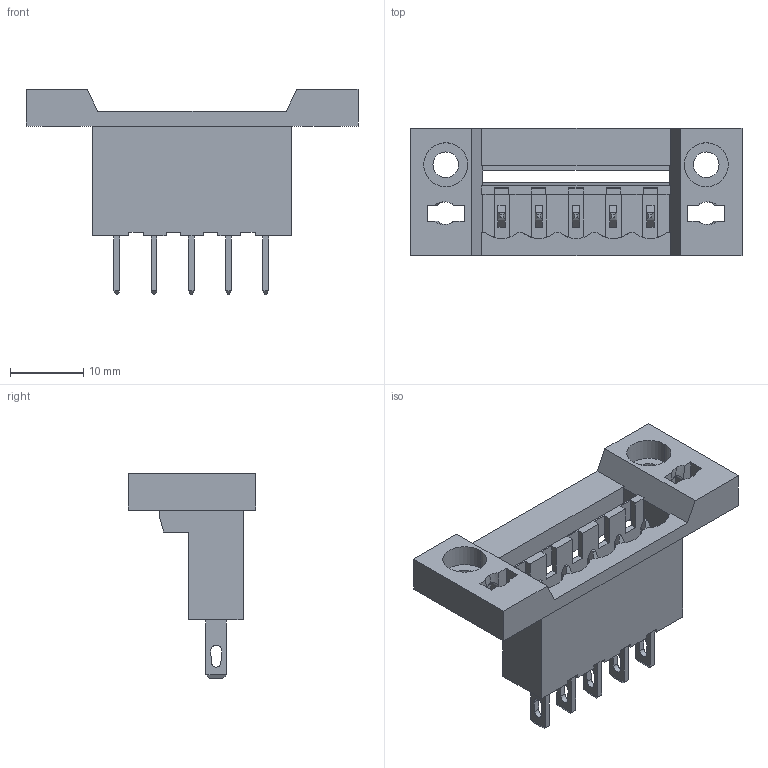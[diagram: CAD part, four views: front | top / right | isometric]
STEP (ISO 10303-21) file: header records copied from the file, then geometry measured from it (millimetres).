
FILE_DESCRIPTION(('CATIA V5 STEP Exchange','CAx-IF Rec.Pracs.--- Model Styling and Organization---1.5--- 2016-08-15','CAx-IF Rec.Pracs.---Supplemental Geometry---1.0---2011-11-01','CAx-IF Rec.Pracs.--- Composite Materials ---1.1---2010-07-15'),'2;1');
FILE_NAME ('D1453084_1', '2024-11-06T09:52:56+00:00', ('none'), ('Weidmueller'), 'CATIA Version 5-6 Release 2022 SP4 HF5', 'CATIA V5 STEP AP214 v3', 'none');
FILE_SCHEMA(('AUTOMOTIVE_DESIGN { 1 0 10303 214 1 1 1 1 }'));
Length unit declared in the file: millimetre
Products named in the file (1): 1599160000
Bounding box: 45.32 x 17.4 x 28 mm (x, y, z)
Volume: 3443.9 mm3; surface area: 5282.4 mm2
Topology: 1 solids, 1 shells, 283 faces, 844 edges, 564 vertices
Faces by surface type: plane 244, cylinder 35, extrusion 4
Entity records: 9187 total; most frequent: CARTESIAN_POINT 1701, ORIENTED_EDGE 1688, DIRECTION 1216, EDGE_CURVE 844, VECTOR 748, LINE 744, VERTEX_POINT 564, EDGE_LOOP 314
